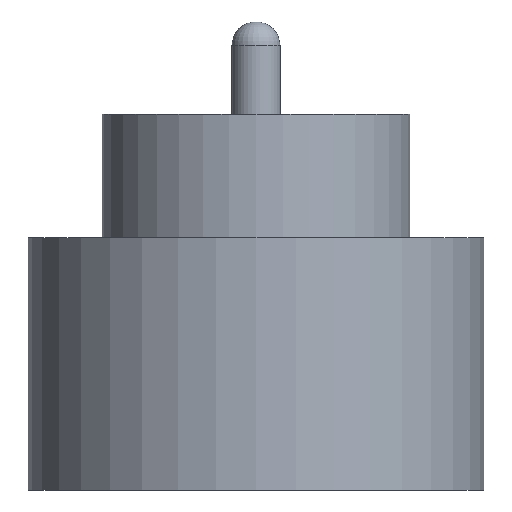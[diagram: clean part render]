
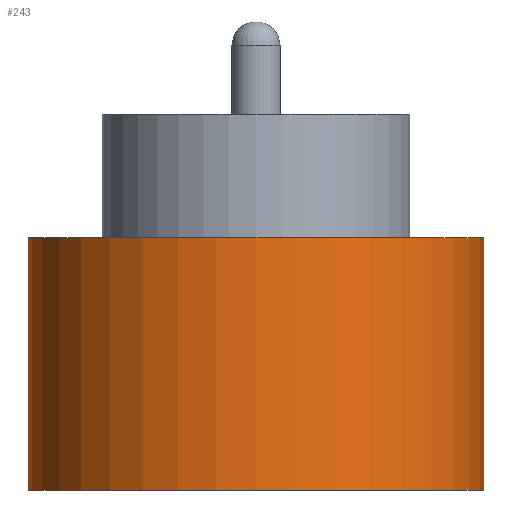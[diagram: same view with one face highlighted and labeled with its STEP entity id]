
A CAD part, front view. The second image highlights one B-rep face of the part: STEP entity #243.
In plain terms, the highlighted cylindrical face has radius 1.85 mm (diameter 3.7 mm), a partial arc.
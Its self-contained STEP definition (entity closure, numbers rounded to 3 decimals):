
#14 = CARTESIAN_POINT ( 'NONE',  ( 1.85, 0., 2.55 ) ) ;
#19 = FACE_OUTER_BOUND ( 'NONE', #461, .T. ) ;
#20 = EDGE_CURVE ( 'NONE', #22, #364, #469, .T. ) ;
#22 = VERTEX_POINT ( 'NONE', #51 ) ;
#35 = CARTESIAN_POINT ( 'NONE',  ( 0., 0., 2.55 ) ) ;
#38 = AXIS2_PLACEMENT_3D ( 'NONE', #35, #156, #86 ) ;
#51 = CARTESIAN_POINT ( 'NONE',  ( -1.85, 0., -0.5 ) ) ;
#86 = DIRECTION ( 'NONE',  ( -1., 0., 0. ) ) ;
#115 = DIRECTION ( 'NONE',  ( 0., 0., 1. ) ) ;
#119 = AXIS2_PLACEMENT_3D ( 'NONE', #794, #115, #495 ) ;
#138 = CARTESIAN_POINT ( 'NONE',  ( -1.85, 0., 2.55 ) ) ;
#143 = DIRECTION ( 'NONE',  ( 0., 0., -1. ) ) ;
#156 = DIRECTION ( 'NONE',  ( 0., 0., -1. ) ) ;
#185 = EDGE_CURVE ( 'NONE', #759, #364, #487, .T. ) ;
#206 = VERTEX_POINT ( 'NONE', #528 ) ;
#243 = ADVANCED_FACE ( 'NONE', ( #19 ), #253, .T. ) ;
#253 = CYLINDRICAL_SURFACE ( 'NONE', #38, 1.85 ) ;
#279 = ORIENTED_EDGE ( 'NONE', *, *, #185, .F. ) ;
#320 = VECTOR ( 'NONE', #143, 1000. ) ;
#364 = VERTEX_POINT ( 'NONE', #670 ) ;
#390 = ORIENTED_EDGE ( 'NONE', *, *, #481, .F. ) ;
#436 = CARTESIAN_POINT ( 'NONE',  ( 0., 0., 1.55 ) ) ;
#461 = EDGE_LOOP ( 'NONE', ( #279, #390, #791, #720 ) ) ;
#469 = CIRCLE ( 'NONE', #119, 1.85 ) ;
#481 = EDGE_CURVE ( 'NONE', #206, #759, #790, .T. ) ;
#487 = LINE ( 'NONE', #14, #320 ) ;
#495 = DIRECTION ( 'NONE',  ( 1., 0., 0. ) ) ;
#501 = DIRECTION ( 'NONE',  ( 0., 0., 1. ) ) ;
#502 = DIRECTION ( 'NONE',  ( 1., 0., 0. ) ) ;
#528 = CARTESIAN_POINT ( 'NONE',  ( -1.85, 0., 1.55 ) ) ;
#620 = EDGE_CURVE ( 'NONE', #206, #22, #756, .T. ) ;
#670 = CARTESIAN_POINT ( 'NONE',  ( 1.85, 0., -0.5 ) ) ;
#705 = CARTESIAN_POINT ( 'NONE',  ( 1.85, 0., 1.55 ) ) ;
#720 = ORIENTED_EDGE ( 'NONE', *, *, #20, .T. ) ;
#726 = VECTOR ( 'NONE', #761, 1000. ) ;
#756 = LINE ( 'NONE', #138, #726 ) ;
#759 = VERTEX_POINT ( 'NONE', #705 ) ;
#761 = DIRECTION ( 'NONE',  ( 0., 0., -1. ) ) ;
#790 = CIRCLE ( 'NONE', #797, 1.85 ) ;
#791 = ORIENTED_EDGE ( 'NONE', *, *, #620, .T. ) ;
#794 = CARTESIAN_POINT ( 'NONE',  ( 0., 0., -0.5 ) ) ;
#797 = AXIS2_PLACEMENT_3D ( 'NONE', #436, #501, #502 ) ;
